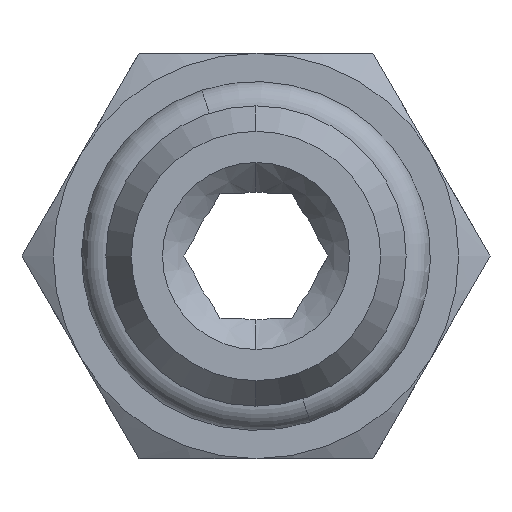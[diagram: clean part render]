
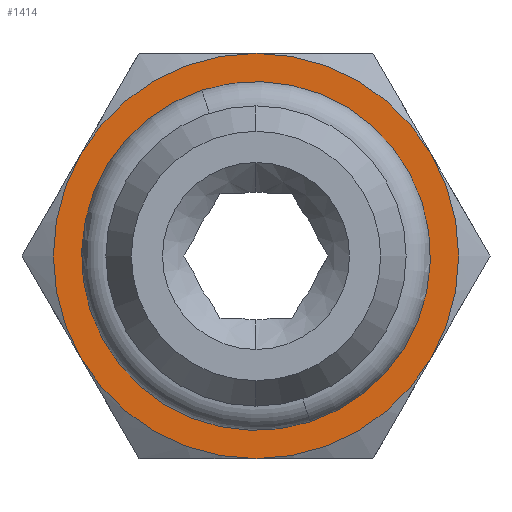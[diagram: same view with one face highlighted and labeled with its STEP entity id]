
A CAD part, front view. The second image highlights one B-rep face of the part: STEP entity #1414.
In plain terms, the highlighted planar face has unit normal (0, -1, 0).
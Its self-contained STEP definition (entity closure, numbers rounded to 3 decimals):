
#246 = CARTESIAN_POINT ( 'NONE',  ( 0., 5.4, -6.5 ) ) ;
#254 = DIRECTION ( 'NONE',  ( 0., -1., 0. ) ) ;
#264 = EDGE_LOOP ( 'NONE', ( #837, #3857 ) ) ;
#332 = CARTESIAN_POINT ( 'NONE',  ( 1.738, 5.4, -5.319 ) ) ;
#529 = VERTEX_POINT ( 'NONE', #246 ) ;
#561 = CIRCLE ( 'NONE', #2323, 5.595 ) ;
#568 = DIRECTION ( 'NONE',  ( 0., -1., 0. ) ) ;
#619 = EDGE_CURVE ( 'NONE', #1469, #2223, #561, .T. ) ;
#723 = FACE_BOUND ( 'NONE', #1461, .T. ) ;
#760 = DIRECTION ( 'NONE',  ( 0., 0., -1. ) ) ;
#775 = CARTESIAN_POINT ( 'NONE',  ( 0., 5.4, 6.5 ) ) ;
#800 = CARTESIAN_POINT ( 'NONE',  ( 6.372, 5.4, 0. ) ) ;
#837 = ORIENTED_EDGE ( 'NONE', *, *, #2866, .T. ) ;
#902 = DIRECTION ( 'NONE',  ( 0., -1., 0. ) ) ;
#1113 = DIRECTION ( 'NONE',  ( 0., -1., 0. ) ) ;
#1293 = PLANE ( 'NONE',  #1806 ) ;
#1414 = ADVANCED_FACE ( 'NONE', ( #2550, #723 ), #1293, .F. ) ;
#1424 = CARTESIAN_POINT ( 'NONE',  ( 0., 5.4, 0. ) ) ;
#1461 = EDGE_LOOP ( 'NONE', ( #2791, #3793 ) ) ;
#1469 = VERTEX_POINT ( 'NONE', #3858 ) ;
#1756 = CARTESIAN_POINT ( 'NONE',  ( 0., 5.4, 0. ) ) ;
#1806 = AXIS2_PLACEMENT_3D ( 'NONE', #800, #3571, #2884 ) ;
#2051 = EDGE_CURVE ( 'NONE', #2336, #529, #2649, .T. ) ;
#2084 = DIRECTION ( 'NONE',  ( 0., 0., -1. ) ) ;
#2223 = VERTEX_POINT ( 'NONE', #332 ) ;
#2307 = DIRECTION ( 'NONE',  ( 0., 0., 1. ) ) ;
#2323 = AXIS2_PLACEMENT_3D ( 'NONE', #1756, #568, #3285 ) ;
#2336 = VERTEX_POINT ( 'NONE', #775 ) ;
#2393 = AXIS2_PLACEMENT_3D ( 'NONE', #3736, #1113, #760 ) ;
#2434 = CIRCLE ( 'NONE', #2753, 6.5 ) ;
#2550 = FACE_OUTER_BOUND ( 'NONE', #264, .T. ) ;
#2649 = CIRCLE ( 'NONE', #2393, 6.5 ) ;
#2753 = AXIS2_PLACEMENT_3D ( 'NONE', #3599, #902, #2084 ) ;
#2791 = ORIENTED_EDGE ( 'NONE', *, *, #3738, .F. ) ;
#2866 = EDGE_CURVE ( 'NONE', #529, #2336, #2434, .T. ) ;
#2884 = DIRECTION ( 'NONE',  ( 0., 0., 1. ) ) ;
#3237 = AXIS2_PLACEMENT_3D ( 'NONE', #1424, #254, #2307 ) ;
#3285 = DIRECTION ( 'NONE',  ( 0., 0., 1. ) ) ;
#3432 = CIRCLE ( 'NONE', #3237, 5.595 ) ;
#3571 = DIRECTION ( 'NONE',  ( 0., 1., 0. ) ) ;
#3599 = CARTESIAN_POINT ( 'NONE',  ( 0., 5.4, 0. ) ) ;
#3736 = CARTESIAN_POINT ( 'NONE',  ( 0., 5.4, 0. ) ) ;
#3738 = EDGE_CURVE ( 'NONE', #2223, #1469, #3432, .T. ) ;
#3793 = ORIENTED_EDGE ( 'NONE', *, *, #619, .F. ) ;
#3857 = ORIENTED_EDGE ( 'NONE', *, *, #2051, .T. ) ;
#3858 = CARTESIAN_POINT ( 'NONE',  ( -1.738, 5.4, 5.319 ) ) ;
